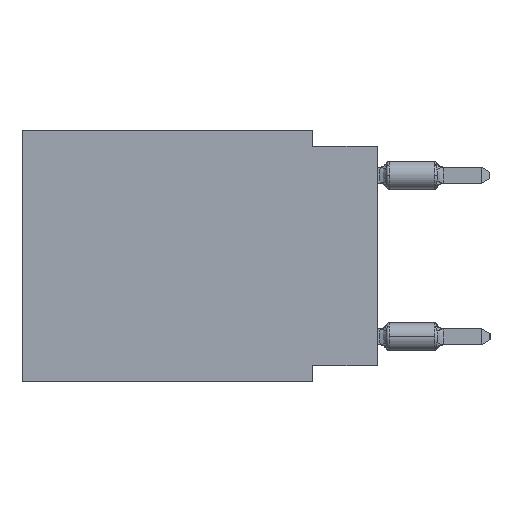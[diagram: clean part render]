
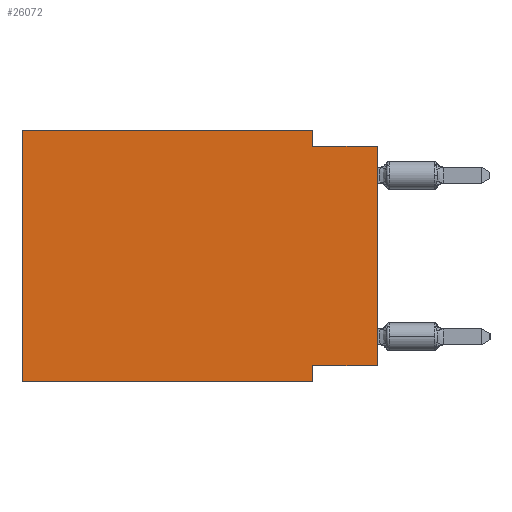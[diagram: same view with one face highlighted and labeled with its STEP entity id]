
A CAD part, left-side view. The second image highlights one B-rep face of the part: STEP entity #26072.
In plain terms, the highlighted planar face has unit normal (-1, 0, 0).
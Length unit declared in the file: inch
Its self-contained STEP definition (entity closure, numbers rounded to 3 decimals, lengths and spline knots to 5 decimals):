
#493 = CARTESIAN_POINT ( 'NONE',  ( 0., 0.1, 0. ) ) ;
#1001 = ORIENTED_EDGE ( 'NONE', *, *, #25942, .F. ) ;
#1793 = VERTEX_POINT ( 'NONE', #11180 ) ;
#2641 = VERTEX_POINT ( 'NONE', #24461 ) ;
#5258 = LINE ( 'NONE', #35416, #33731 ) ;
#6254 = DIRECTION ( 'NONE',  ( 0., 0., -1. ) ) ;
#6439 = LINE ( 'NONE', #27696, #25242 ) ;
#9101 = CARTESIAN_POINT ( 'NONE',  ( 0., 0., -0.365 ) ) ;
#9414 = VERTEX_POINT ( 'NONE', #38125 ) ;
#9797 = VERTEX_POINT ( 'NONE', #9101 ) ;
#11180 = CARTESIAN_POINT ( 'NONE',  ( 0., 0.55, -0.39 ) ) ;
#11256 = DIRECTION ( 'NONE',  ( 0., 1., 0. ) ) ;
#11405 = LINE ( 'NONE', #19715, #34241 ) ;
#12440 = FACE_OUTER_BOUND ( 'NONE', #30746, .T. ) ;
#12628 = ORIENTED_EDGE ( 'NONE', *, *, #25801, .F. ) ;
#12629 = LINE ( 'NONE', #26552, #24547 ) ;
#13026 = EDGE_CURVE ( 'NONE', #18429, #25193, #12629, .T. ) ;
#15538 = CARTESIAN_POINT ( 'NONE',  ( 0., 0.55, 0. ) ) ;
#16111 = ORIENTED_EDGE ( 'NONE', *, *, #19076, .F. ) ;
#16621 = ORIENTED_EDGE ( 'NONE', *, *, #13026, .F. ) ;
#16744 = CARTESIAN_POINT ( 'NONE',  ( 0., 0.55, 0. ) ) ;
#16758 = CARTESIAN_POINT ( 'NONE',  ( 0., 0.1, -0.39 ) ) ;
#17253 = ORIENTED_EDGE ( 'NONE', *, *, #33932, .F. ) ;
#17593 = CARTESIAN_POINT ( 'NONE',  ( 0., 0.55, 0. ) ) ;
#17825 = VERTEX_POINT ( 'NONE', #16744 ) ;
#17964 = LINE ( 'NONE', #21243, #19424 ) ;
#18019 = ORIENTED_EDGE ( 'NONE', *, *, #18804, .T. ) ;
#18172 = LINE ( 'NONE', #17593, #28597 ) ;
#18429 = VERTEX_POINT ( 'NONE', #493 ) ;
#18804 = EDGE_CURVE ( 'NONE', #9797, #30756, #6439, .T. ) ;
#19076 = EDGE_CURVE ( 'NONE', #17825, #18429, #22985, .T. ) ;
#19393 = CARTESIAN_POINT ( 'NONE',  ( 0., 0.1, -0.025 ) ) ;
#19424 = VECTOR ( 'NONE', #33051, 39.37008 ) ;
#19715 = CARTESIAN_POINT ( 'NONE',  ( 0., 0., -0.025 ) ) ;
#21213 = VECTOR ( 'NONE', #32931, 39.37008 ) ;
#21243 = CARTESIAN_POINT ( 'NONE',  ( 0., 0.55, -0.39 ) ) ;
#22768 = VECTOR ( 'NONE', #23569, 39.37008 ) ;
#22971 = DIRECTION ( 'NONE',  ( 0., -1., 0. ) ) ;
#22985 = LINE ( 'NONE', #35383, #22768 ) ;
#23569 = DIRECTION ( 'NONE',  ( 0., -1., 0. ) ) ;
#23765 = DIRECTION ( 'NONE',  ( 0., 0., 1. ) ) ;
#23822 = DIRECTION ( 'NONE',  ( 0., 0., -1. ) ) ;
#24150 = CARTESIAN_POINT ( 'NONE',  ( 0., 0., -0.025 ) ) ;
#24461 = CARTESIAN_POINT ( 'NONE',  ( 0., 0.1, -0.39 ) ) ;
#24547 = VECTOR ( 'NONE', #23822, 39.37008 ) ;
#25193 = VERTEX_POINT ( 'NONE', #19393 ) ;
#25242 = VECTOR ( 'NONE', #33496, 39.37008 ) ;
#25801 = EDGE_CURVE ( 'NONE', #1793, #17825, #18172, .T. ) ;
#25942 = EDGE_CURVE ( 'NONE', #9414, #2641, #31463, .T. ) ;
#26072 = ADVANCED_FACE ( 'NONE', ( #12440 ), #36010, .F. ) ;
#26552 = CARTESIAN_POINT ( 'NONE',  ( 0., 0.1, 0. ) ) ;
#27696 = CARTESIAN_POINT ( 'NONE',  ( 0., 0., 0. ) ) ;
#28597 = VECTOR ( 'NONE', #23765, 39.37008 ) ;
#30746 = EDGE_LOOP ( 'NONE', ( #18019, #17253, #16621, #16111, #12628, #32664, #1001, #35651 ) ) ;
#30756 = VERTEX_POINT ( 'NONE', #24150 ) ;
#31463 = LINE ( 'NONE', #16758, #21213 ) ;
#32664 = ORIENTED_EDGE ( 'NONE', *, *, #34102, .T. ) ;
#32742 = DIRECTION ( 'NONE',  ( 1., 0., 0. ) ) ;
#32931 = DIRECTION ( 'NONE',  ( 0., 0., -1. ) ) ;
#33051 = DIRECTION ( 'NONE',  ( 0., -1., 0. ) ) ;
#33496 = DIRECTION ( 'NONE',  ( 0., 0., 1. ) ) ;
#33731 = VECTOR ( 'NONE', #11256, 39.37008 ) ;
#33932 = EDGE_CURVE ( 'NONE', #25193, #30756, #11405, .T. ) ;
#34102 = EDGE_CURVE ( 'NONE', #1793, #2641, #17964, .T. ) ;
#34147 = AXIS2_PLACEMENT_3D ( 'NONE', #15538, #32742, #6254 ) ;
#34241 = VECTOR ( 'NONE', #22971, 39.37008 ) ;
#35383 = CARTESIAN_POINT ( 'NONE',  ( 0., 0.55, 0. ) ) ;
#35416 = CARTESIAN_POINT ( 'NONE',  ( 0., 0., -0.365 ) ) ;
#35651 = ORIENTED_EDGE ( 'NONE', *, *, #37566, .F. ) ;
#36010 = PLANE ( 'NONE',  #34147 ) ;
#37566 = EDGE_CURVE ( 'NONE', #9797, #9414, #5258, .T. ) ;
#38125 = CARTESIAN_POINT ( 'NONE',  ( 0., 0.1, -0.365 ) ) ;
